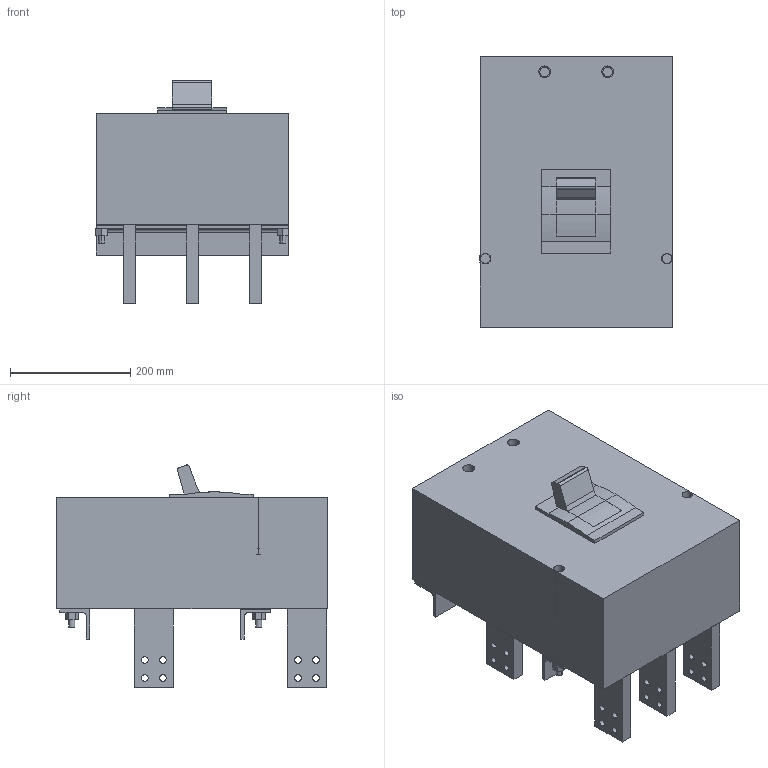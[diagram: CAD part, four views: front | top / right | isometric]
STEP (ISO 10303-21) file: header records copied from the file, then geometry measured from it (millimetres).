
FILE_DESCRIPTION(('CoCreate Modeling STEP Export'),'2;1');
FILE_NAME('ＸＳ２０００ＮＥ３Ｒ.stp','2016-03-31T13:31:42',(''),(''),'CoCreate Modeling STEP processor for AP214 (Solid Model)','CoCreate Modeling 17.0 01-Apr-2010 (C) Parametric Technology GmbH','');
FILE_SCHEMA(('AUTOMOTIVE_DESIGN { 1 0 10303 214 1 1 1 1 }'));
Length unit declared in the file: millimetre
Products named in the file (12): p1; p2; p3.2; p3.3; p4.3; p4; p2.1; p4.2; p3.1; p3; p4.1; ＸＳ２０００ＮＥ３Ｒ
Assembly tree (11 placements, depth 2):
  ＸＳ２０００ＮＥ３Ｒ
    p4.1
    p3
    p3.1
    p4.2
    p2.1
    p4
    p4.3
    p3.3
    p3.2
    p2
    p1
Bounding box: 320.53 x 450 x 369.83 mm (x, y, z)
Volume: 28080578.8 mm3; surface area: 917353.9 mm2
Topology: 11 solids, 11 shells, 222 faces, 553 edges, 368 vertices
Faces by surface type: plane 116, cylinder 106
Entity records: 7010 total; most frequent: ORIENTED_EDGE 1106, CARTESIAN_POINT 981, DIRECTION 891, EDGE_CURVE 553, VERTEX_POINT 368, VECTOR 335, LINE 335, EDGE_LOOP 309
